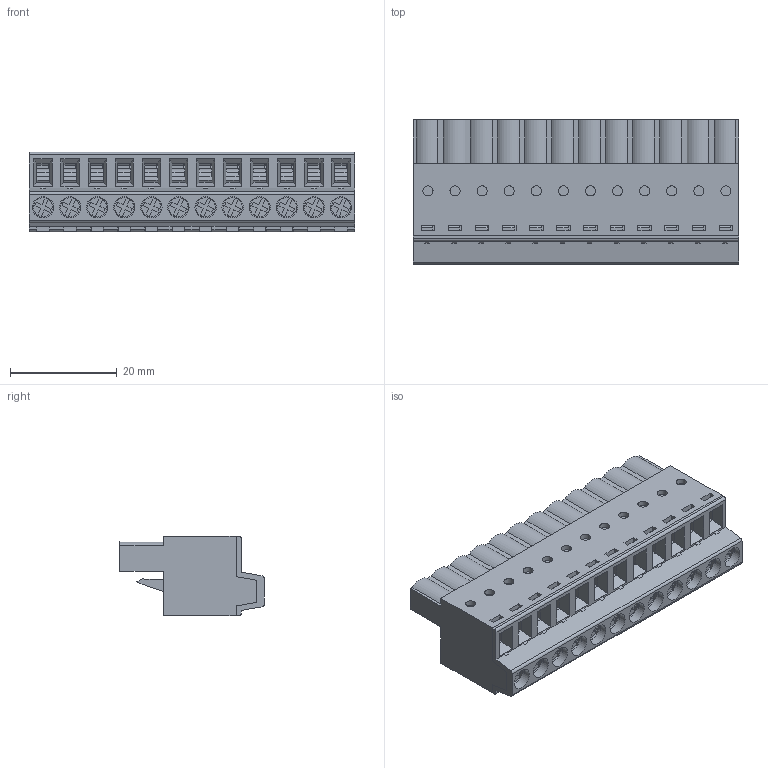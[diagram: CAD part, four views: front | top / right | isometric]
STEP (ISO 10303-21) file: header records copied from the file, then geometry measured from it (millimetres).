
FILE_DESCRIPTION( ( 'Unknown' ), '1' );
FILE_NAME( '691373500012B.stp', 'Unknown', ( 'Unknown' ), ( 'Unknown' ), 'PSStep 19.0.9', 'Unknown', ' ' );
FILE_SCHEMA( ( 'AUTOMOTIVE_DESIGN { 1 0 10303 214 1 1 1 1 }' ) );
Length unit declared in the file: millimetre
Products named in the file (7): Assem1; 6913735000xxB_PIN; 691373500012B_COQUE; 691373500012B; 6913735000xxB_MASS; 6913735000xxB_VIS; 6913735000xxB_CLAPET
Assembly tree (50 placements, depth 2):
  Assem1
    6913735000xxB_PIN  x12
    691373500012B_COQUE
    691373500012B
    6913735000xxB_MASS  x12
    6913735000xxB_VIS  x12
    6913735000xxB_CLAPET  x12
Bounding box: 60.96 x 27.1 x 14.9 mm (x, y, z)
Volume: 11461.6 mm3; surface area: 27677.7 mm2
Topology: 50 solids, 50 shells, 3007 faces, 8307 edges, 5450 vertices
Faces by surface type: plane 2331, cylinder 664, cone 12
Full cylindrical faces by diameter (mm): 1.9 x12, 2.003 x12, 2.5 x24, 3 x12, 3.1 x12, 3.6 x12, 3.99 x12, 4.1 x12
Entity records: 56240 total; most frequent: CARTESIAN_POINT 7988, ORIENTED_EDGE 7824, DIRECTION 7108, EDGE_CURVE 3912, LINE 3616, VECTOR 3616, VERTEX_POINT 2594, AXIS2_PLACEMENT_3D 1746
